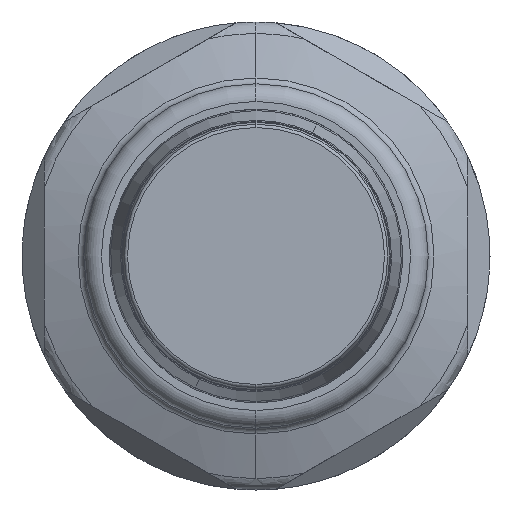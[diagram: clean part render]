
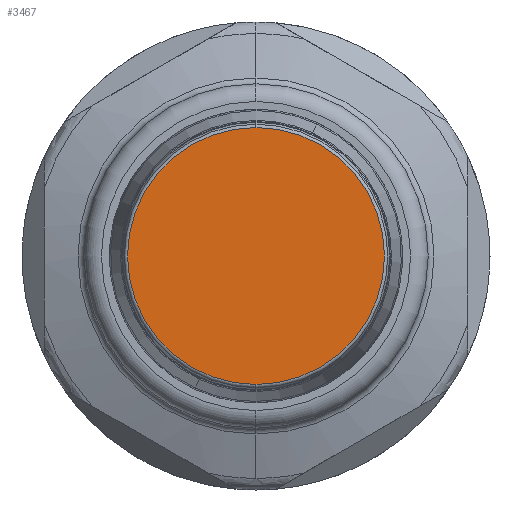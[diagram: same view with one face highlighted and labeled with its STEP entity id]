
A CAD part, left-side view. The second image highlights one B-rep face of the part: STEP entity #3467.
In plain terms, the highlighted planar face has unit normal (-1, 0, 0).
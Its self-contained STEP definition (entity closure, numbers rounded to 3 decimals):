
#1233 = AXIS2_PLACEMENT_3D ( 'NONE', #10645, #9046, #14113 ) ;
#2888 = DIRECTION ( 'NONE',  ( -1., 0., 0. ) ) ;
#3467 = ADVANCED_FACE ( 'NONE', ( #21820 ), #13326, .F. ) ;
#3786 = CIRCLE ( 'NONE', #1233, 7.275 ) ;
#4391 = CARTESIAN_POINT ( 'NONE',  ( 86.229, -50., 7.275 ) ) ;
#4846 = CARTESIAN_POINT ( 'NONE',  ( 86.229, -50., 0. ) ) ;
#5955 = CARTESIAN_POINT ( 'NONE',  ( 86.229, -50., -7.275 ) ) ;
#6361 = DIRECTION ( 'NONE',  ( 0., 0.417, -0.909 ) ) ;
#7385 = VERTEX_POINT ( 'NONE', #5955 ) ;
#7609 = VERTEX_POINT ( 'NONE', #4391 ) ;
#8214 = EDGE_CURVE ( 'NONE', #7609, #7385, #3786, .T. ) ;
#8936 = EDGE_LOOP ( 'NONE', ( #11741, #10861 ) ) ;
#9046 = DIRECTION ( 'NONE',  ( -1., 0., 0. ) ) ;
#9659 = CARTESIAN_POINT ( 'NONE',  ( 86.229, -43.33, 3.058 ) ) ;
#9942 = CIRCLE ( 'NONE', #16525, 7.275 ) ;
#10645 = CARTESIAN_POINT ( 'NONE',  ( 86.229, -50., 0. ) ) ;
#10861 = ORIENTED_EDGE ( 'NONE', *, *, #8214, .T. ) ;
#11722 = EDGE_CURVE ( 'NONE', #7385, #7609, #9942, .T. ) ;
#11741 = ORIENTED_EDGE ( 'NONE', *, *, #11722, .T. ) ;
#13326 = PLANE ( 'NONE',  #19539 ) ;
#14113 = DIRECTION ( 'NONE',  ( 0., 0., -1. ) ) ;
#16525 = AXIS2_PLACEMENT_3D ( 'NONE', #4846, #2888, #16886 ) ;
#16884 = DIRECTION ( 'NONE',  ( 1., 0., 0. ) ) ;
#16886 = DIRECTION ( 'NONE',  ( 0., 0., -1. ) ) ;
#19539 = AXIS2_PLACEMENT_3D ( 'NONE', #9659, #16884, #6361 ) ;
#21820 = FACE_OUTER_BOUND ( 'NONE', #8936, .T. ) ;
